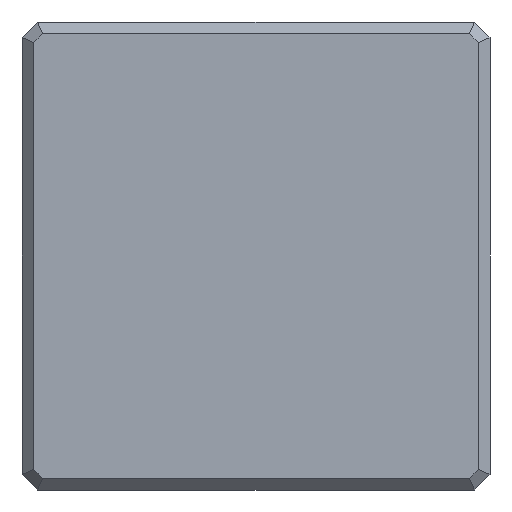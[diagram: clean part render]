
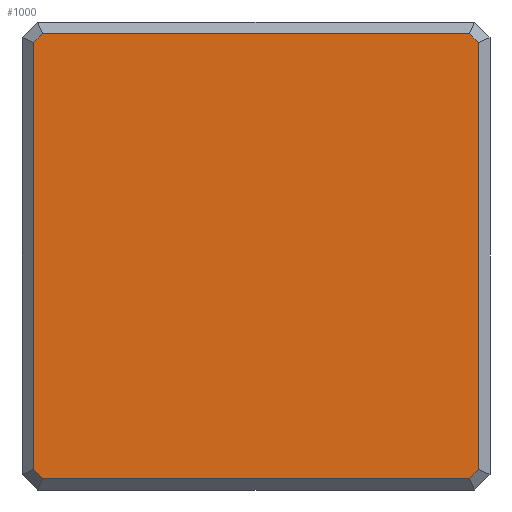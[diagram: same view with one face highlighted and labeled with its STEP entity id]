
A CAD part, front view. The second image highlights one B-rep face of the part: STEP entity #1000.
In plain terms, the highlighted planar face has unit normal (0, -1, 0).
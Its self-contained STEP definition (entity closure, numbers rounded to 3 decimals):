
#1=DIRECTION('',(0.707,0.,0.707));
#2=VECTOR('',#1,0.079);
#3=CARTESIAN_POINT('',(1.369,0.,-1.425));
#4=LINE('',#3,#2);
#5=DIRECTION('',(1.,0.,0.));
#6=VECTOR('',#5,2.738);
#7=CARTESIAN_POINT('',(-1.369,0.,-1.425));
#8=LINE('',#7,#6);
#9=DIRECTION('',(0.707,0.,-0.707));
#10=VECTOR('',#9,0.079);
#11=CARTESIAN_POINT('',(-1.425,0.,-1.369));
#12=LINE('',#11,#10);
#13=DIRECTION('',(0.,0.,-1.));
#14=VECTOR('',#13,2.738);
#15=CARTESIAN_POINT('',(-1.425,0.,1.369));
#16=LINE('',#15,#14);
#17=DIRECTION('',(-0.707,0.,-0.707));
#18=VECTOR('',#17,0.079);
#19=CARTESIAN_POINT('',(-1.369,0.,1.425));
#20=LINE('',#19,#18);
#21=DIRECTION('',(-1.,0.,0.));
#22=VECTOR('',#21,2.738);
#23=CARTESIAN_POINT('',(1.369,0.,1.425));
#24=LINE('',#23,#22);
#25=DIRECTION('',(-0.707,0.,0.707));
#26=VECTOR('',#25,0.079);
#27=CARTESIAN_POINT('',(1.425,0.,1.369));
#28=LINE('',#27,#26);
#29=DIRECTION('',(0.,0.,1.));
#30=VECTOR('',#29,2.738);
#31=CARTESIAN_POINT('',(1.425,0.,-1.369));
#32=LINE('',#31,#30);
#817=CARTESIAN_POINT('',(1.369,0.,-1.425));
#818=CARTESIAN_POINT('',(1.425,0.,-1.369));
#819=VERTEX_POINT('',#817);
#820=VERTEX_POINT('',#818);
#827=CARTESIAN_POINT('',(1.425,0.,1.369));
#828=VERTEX_POINT('',#827);
#829=CARTESIAN_POINT('',(1.369,0.,1.425));
#830=VERTEX_POINT('',#829);
#835=CARTESIAN_POINT('',(-1.369,0.,1.425));
#836=VERTEX_POINT('',#835);
#837=CARTESIAN_POINT('',(-1.425,0.,1.369));
#838=VERTEX_POINT('',#837);
#843=CARTESIAN_POINT('',(-1.425,0.,-1.369));
#844=VERTEX_POINT('',#843);
#847=CARTESIAN_POINT('',(-1.369,0.,-1.425));
#848=VERTEX_POINT('',#847);
#977=CARTESIAN_POINT('',(0.,0.,0.));
#978=DIRECTION('',(0.,1.,0.));
#979=DIRECTION('',(1.,0.,0.));
#980=AXIS2_PLACEMENT_3D('',#977,#978,#979);
#981=PLANE('',#980);
#983=ORIENTED_EDGE('',*,*,#982,.F.);
#985=ORIENTED_EDGE('',*,*,#984,.F.);
#987=ORIENTED_EDGE('',*,*,#986,.F.);
#989=ORIENTED_EDGE('',*,*,#988,.F.);
#991=ORIENTED_EDGE('',*,*,#990,.F.);
#993=ORIENTED_EDGE('',*,*,#992,.F.);
#995=ORIENTED_EDGE('',*,*,#994,.F.);
#997=ORIENTED_EDGE('',*,*,#996,.F.);
#998=EDGE_LOOP('',(#983,#985,#987,#989,#991,#993,#995,#997));
#999=FACE_OUTER_BOUND('',#998,.F.);
#982=EDGE_CURVE('',#819,#820,#4,.T.);
#984=EDGE_CURVE('',#848,#819,#8,.T.);
#986=EDGE_CURVE('',#844,#848,#12,.T.);
#988=EDGE_CURVE('',#838,#844,#16,.T.);
#990=EDGE_CURVE('',#836,#838,#20,.T.);
#992=EDGE_CURVE('',#830,#836,#24,.T.);
#994=EDGE_CURVE('',#828,#830,#28,.T.);
#996=EDGE_CURVE('',#820,#828,#32,.T.);
#1000=ADVANCED_FACE('',(#999),#981,.F.);
